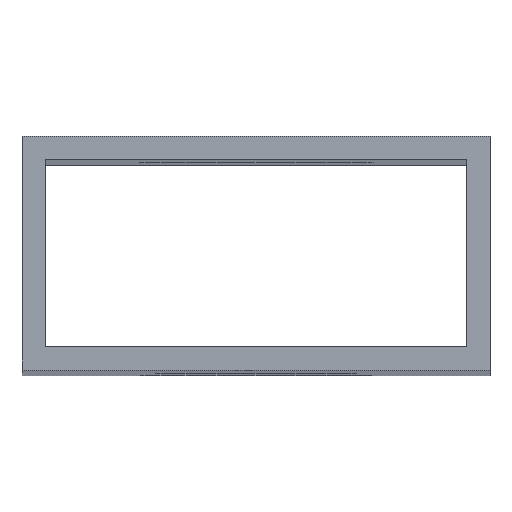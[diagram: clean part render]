
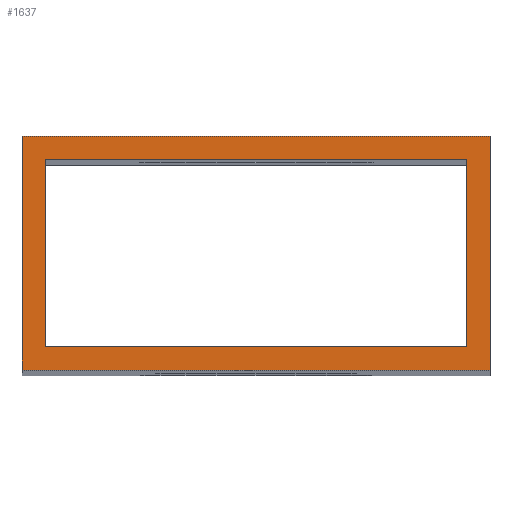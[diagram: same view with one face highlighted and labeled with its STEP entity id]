
A CAD part, top view. The second image highlights one B-rep face of the part: STEP entity #1637.
In plain terms, the highlighted planar face has unit normal (0, 0, 1).
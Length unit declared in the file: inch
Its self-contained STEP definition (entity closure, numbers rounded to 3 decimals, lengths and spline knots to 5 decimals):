
#109 = EDGE_CURVE ( 'NONE', #777, #1257, #1363, .T. ) ;
#114 = VERTEX_POINT ( 'NONE', #1244 ) ;
#136 = CARTESIAN_POINT ( 'NONE',  ( -0.9, 0.1, 7.25 ) ) ;
#187 = VERTEX_POINT ( 'NONE', #2709 ) ;
#205 = LINE ( 'NONE', #2293, #560 ) ;
#212 = VECTOR ( 'NONE', #252, 39.37008 ) ;
#213 = EDGE_LOOP ( 'NONE', ( #1291, #862, #223, #2565 ) ) ;
#214 = EDGE_CURVE ( 'NONE', #1710, #187, #891, .T. ) ;
#223 = ORIENTED_EDGE ( 'NONE', *, *, #214, .F. ) ;
#239 = VERTEX_POINT ( 'NONE', #1674 ) ;
#244 = DIRECTION ( 'NONE',  ( 1., 0., 0. ) ) ;
#252 = DIRECTION ( 'NONE',  ( 0., -1., 0. ) ) ;
#325 = DIRECTION ( 'NONE',  ( 0., -1., 0. ) ) ;
#330 = DIRECTION ( 'NONE',  ( -1., 0., 0. ) ) ;
#333 = LINE ( 'NONE', #1534, #212 ) ;
#389 = EDGE_CURVE ( 'NONE', #1710, #777, #333, .T. ) ;
#516 = EDGE_CURVE ( 'NONE', #114, #1006, #1237, .T. ) ;
#525 = DIRECTION ( 'NONE',  ( -1., 0., 0. ) ) ;
#539 = ORIENTED_EDGE ( 'NONE', *, *, #516, .F. ) ;
#560 = VECTOR ( 'NONE', #2528, 39.37008 ) ;
#578 = EDGE_CURVE ( 'NONE', #187, #1257, #1785, .T. ) ;
#599 = FACE_BOUND ( 'NONE', #1283, .T. ) ;
#659 = VECTOR ( 'NONE', #2246, 39.37008 ) ;
#685 = FACE_OUTER_BOUND ( 'NONE', #213, .T. ) ;
#722 = CARTESIAN_POINT ( 'NONE',  ( 1., 1., 7.25 ) ) ;
#723 = VECTOR ( 'NONE', #244, 39.37008 ) ;
#777 = VERTEX_POINT ( 'NONE', #1694 ) ;
#788 = DIRECTION ( 'NONE',  ( 0., 0., -1. ) ) ;
#803 = DIRECTION ( 'NONE',  ( 1., 0., 0. ) ) ;
#825 = CARTESIAN_POINT ( 'NONE',  ( 1., 1., 7.25 ) ) ;
#862 = ORIENTED_EDGE ( 'NONE', *, *, #578, .F. ) ;
#891 = LINE ( 'NONE', #825, #723 ) ;
#994 = VECTOR ( 'NONE', #803, 39.37008 ) ;
#996 = CARTESIAN_POINT ( 'NONE',  ( 1., 1., 7.25 ) ) ;
#1006 = VERTEX_POINT ( 'NONE', #2437 ) ;
#1036 = VECTOR ( 'NONE', #1362, 39.37008 ) ;
#1124 = EDGE_CURVE ( 'NONE', #1158, #239, #1814, .T. ) ;
#1129 = ORIENTED_EDGE ( 'NONE', *, *, #1739, .F. ) ;
#1140 = CARTESIAN_POINT ( 'NONE',  ( 0.9, 0.1, 7.25 ) ) ;
#1158 = VERTEX_POINT ( 'NONE', #136 ) ;
#1194 = VECTOR ( 'NONE', #525, 39.37008 ) ;
#1237 = LINE ( 'NONE', #1786, #1194 ) ;
#1244 = CARTESIAN_POINT ( 'NONE',  ( 0.9, 0.9, 7.25 ) ) ;
#1255 = VECTOR ( 'NONE', #325, 39.37008 ) ;
#1257 = VERTEX_POINT ( 'NONE', #1649 ) ;
#1283 = EDGE_LOOP ( 'NONE', ( #2459, #1682, #539, #1129 ) ) ;
#1291 = ORIENTED_EDGE ( 'NONE', *, *, #109, .T. ) ;
#1362 = DIRECTION ( 'NONE',  ( 0., -1., 0. ) ) ;
#1363 = LINE ( 'NONE', #1459, #994 ) ;
#1442 = CARTESIAN_POINT ( 'NONE',  ( -1., 1., 7.25 ) ) ;
#1459 = CARTESIAN_POINT ( 'NONE',  ( 1., 0., 7.25 ) ) ;
#1526 = AXIS2_PLACEMENT_3D ( 'NONE', #996, #788, #330 ) ;
#1534 = CARTESIAN_POINT ( 'NONE',  ( -1., 1., 7.25 ) ) ;
#1637 = ADVANCED_FACE ( 'NONE', ( #599, #685 ), #2270, .F. ) ;
#1649 = CARTESIAN_POINT ( 'NONE',  ( 1., 0., 7.25 ) ) ;
#1674 = CARTESIAN_POINT ( 'NONE',  ( 0.9, 0.1, 7.25 ) ) ;
#1682 = ORIENTED_EDGE ( 'NONE', *, *, #2425, .F. ) ;
#1694 = CARTESIAN_POINT ( 'NONE',  ( -1., 0., 7.25 ) ) ;
#1710 = VERTEX_POINT ( 'NONE', #1442 ) ;
#1739 = EDGE_CURVE ( 'NONE', #239, #114, #205, .T. ) ;
#1785 = LINE ( 'NONE', #722, #1036 ) ;
#1786 = CARTESIAN_POINT ( 'NONE',  ( 0.9, 0.9, 7.25 ) ) ;
#1814 = LINE ( 'NONE', #1140, #659 ) ;
#1916 = CARTESIAN_POINT ( 'NONE',  ( -0.9, 0.1, 7.25 ) ) ;
#2114 = LINE ( 'NONE', #1916, #1255 ) ;
#2246 = DIRECTION ( 'NONE',  ( 1., 0., 0. ) ) ;
#2270 = PLANE ( 'NONE',  #1526 ) ;
#2293 = CARTESIAN_POINT ( 'NONE',  ( 0.9, 0.1, 7.25 ) ) ;
#2425 = EDGE_CURVE ( 'NONE', #1006, #1158, #2114, .T. ) ;
#2437 = CARTESIAN_POINT ( 'NONE',  ( -0.9, 0.9, 7.25 ) ) ;
#2459 = ORIENTED_EDGE ( 'NONE', *, *, #1124, .F. ) ;
#2528 = DIRECTION ( 'NONE',  ( 0., 1., 0. ) ) ;
#2565 = ORIENTED_EDGE ( 'NONE', *, *, #389, .T. ) ;
#2709 = CARTESIAN_POINT ( 'NONE',  ( 1., 1., 7.25 ) ) ;
